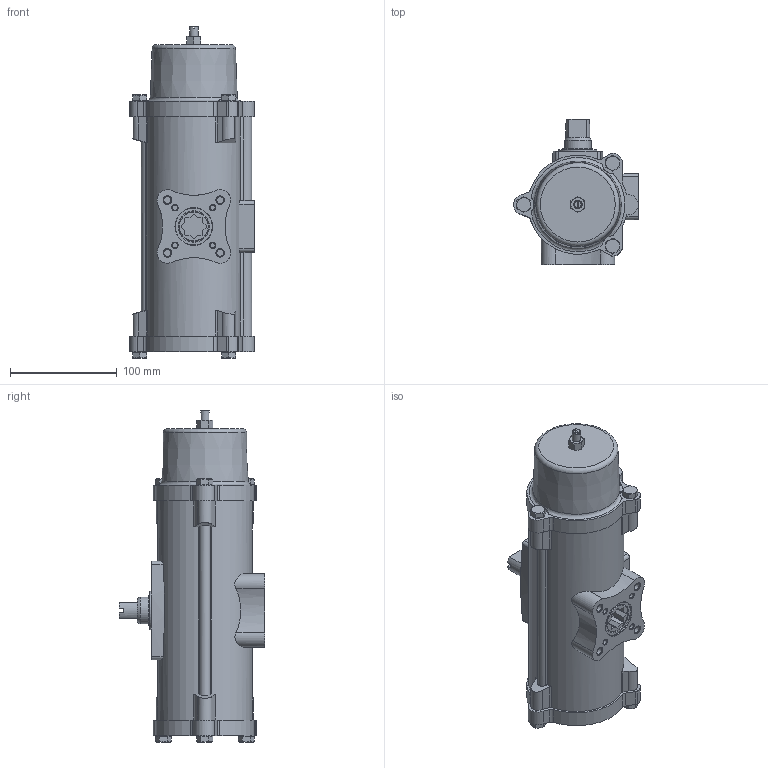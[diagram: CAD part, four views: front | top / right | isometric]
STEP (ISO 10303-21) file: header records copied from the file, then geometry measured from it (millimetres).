
FILE_DESCRIPTION(/* description */ ('STEP AP214'),/* implementation_level */ '2;1');
FILE_NAME(/* name */ '552887_DAPS-0120-090-RS1-F0507-CR',/* time_stamp */ '2024-08-13T16:12:50+02:00',/* author */ ('License CC BY-ND 4.0'),/* organization */ ('CADENAS'),/* preprocessor_version */ 'ST-DEVELOPER v19.3',/* originating_system */ 'PARTsolutions',/* authorisation */ ' ');
FILE_SCHEMA (('AUTOMOTIVE_DESIGN {1 0 10303 214 3 1 1}'));
Length unit declared in the file: millimetre
Products named in the file (3): 552887 DAPS-0120-090-RS1-F0507-CR---0; 552887 DAPS-0120-090-RS1-F0507-CR---(1); 552887 DAPS-0120-090-RS1-F0507-CR---(2)
Assembly tree (2 placements, depth 2):
  552887 DAPS-0120-090-RS1-F0507-CR---0
    552887 DAPS-0120-090-RS1-F0507-CR---(1)
    552887 DAPS-0120-090-RS1-F0507-CR---(2)
Bounding box: 117 x 136.4 x 311.5 mm (x, y, z)
Volume: 1956323 mm3; surface area: 148351.7 mm2
Topology: 2 solids, 2 shells, 405 faces, 965 edges, 603 vertices
Faces by surface type: plane 193, cylinder 122, cone 82, torus 8
Full cylindrical faces by diameter (mm): 4.134 x8, 4.917 x5, 6.647 x4, 8 x1, 8.566 x2, 13 x6, 25 x1, 28 x2, 28.3 x1, 29 x1, 35 x1, 36 x2, 37 x1
Entity records: 11609 total; most frequent: CARTESIAN_POINT 2484, DIRECTION 1908, ORIENTED_EDGE 1784, EDGE_CURVE 892, AXIS2_PLACEMENT_3D 765, VERTEX_POINT 596, FACE_BOUND 512, EDGE_LOOP 511
